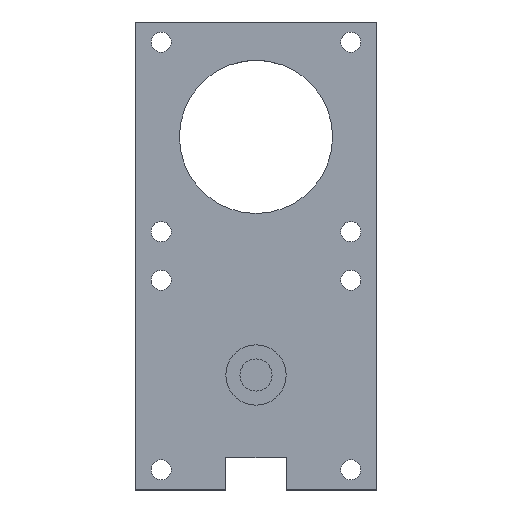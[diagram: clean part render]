
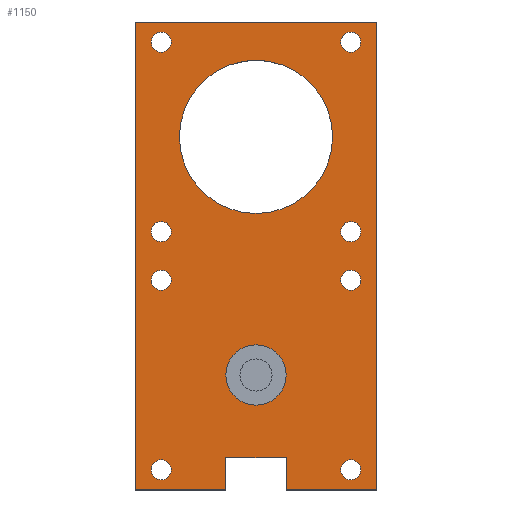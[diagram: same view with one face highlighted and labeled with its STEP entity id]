
A CAD part, top view. The second image highlights one B-rep face of the part: STEP entity #1150.
In plain terms, the highlighted planar face has unit normal (0, 0, 1).
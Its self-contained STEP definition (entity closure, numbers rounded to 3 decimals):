
#61=CARTESIAN_POINT('Vertex',(37.5,28.273,10.)) ;
#66=CARTESIAN_POINT('Axis2P3D Location',(30.,28.273,10.)) ;
#70=CARTESIAN_POINT('Vertex',(22.5,28.273,10.)) ;
#92=CARTESIAN_POINT('Axis2P3D Location',(30.,28.273,10.)) ;
#208=CARTESIAN_POINT('Vertex',(3.93,51.843,10.)) ;
#211=CARTESIAN_POINT('Axis2P3D Location',(6.43,51.843,10.)) ;
#215=CARTESIAN_POINT('Vertex',(8.93,51.843,10.)) ;
#235=CARTESIAN_POINT('Axis2P3D Location',(6.43,51.843,10.)) ;
#265=CARTESIAN_POINT('Vertex',(8.93,4.703,10.)) ;
#268=CARTESIAN_POINT('Axis2P3D Location',(6.43,4.703,10.)) ;
#272=CARTESIAN_POINT('Vertex',(3.93,4.703,10.)) ;
#292=CARTESIAN_POINT('Axis2P3D Location',(6.43,4.703,10.)) ;
#322=CARTESIAN_POINT('Vertex',(51.07,51.843,10.)) ;
#325=CARTESIAN_POINT('Axis2P3D Location',(53.57,51.843,10.)) ;
#329=CARTESIAN_POINT('Vertex',(56.07,51.843,10.)) ;
#349=CARTESIAN_POINT('Axis2P3D Location',(53.57,51.843,10.)) ;
#379=CARTESIAN_POINT('Vertex',(56.07,4.703,10.)) ;
#382=CARTESIAN_POINT('Axis2P3D Location',(53.57,4.703,10.)) ;
#386=CARTESIAN_POINT('Vertex',(51.07,4.703,10.)) ;
#406=CARTESIAN_POINT('Axis2P3D Location',(53.57,4.703,10.)) ;
#443=CARTESIAN_POINT('Vertex',(0.,-0.297,10.)) ;
#446=CARTESIAN_POINT('Line Origine',(0.,57.887,10.)) ;
#450=CARTESIAN_POINT('Vertex',(0.,116.07,10.)) ;
#483=CARTESIAN_POINT('Vertex',(60.,116.07,10.)) ;
#488=CARTESIAN_POINT('Line Origine',(60.,57.887,10.)) ;
#492=CARTESIAN_POINT('Vertex',(60.,-0.297,10.)) ;
#548=CARTESIAN_POINT('Vertex',(51.07,63.93,10.)) ;
#551=CARTESIAN_POINT('Axis2P3D Location',(53.57,63.93,10.)) ;
#555=CARTESIAN_POINT('Vertex',(56.07,63.93,10.)) ;
#575=CARTESIAN_POINT('Axis2P3D Location',(53.57,63.93,10.)) ;
#605=CARTESIAN_POINT('Vertex',(51.07,111.07,10.)) ;
#608=CARTESIAN_POINT('Axis2P3D Location',(53.57,111.07,10.)) ;
#612=CARTESIAN_POINT('Vertex',(56.07,111.07,10.)) ;
#632=CARTESIAN_POINT('Axis2P3D Location',(53.57,111.07,10.)) ;
#662=CARTESIAN_POINT('Vertex',(3.93,111.07,10.)) ;
#665=CARTESIAN_POINT('Axis2P3D Location',(6.43,111.07,10.)) ;
#669=CARTESIAN_POINT('Vertex',(8.93,111.07,10.)) ;
#689=CARTESIAN_POINT('Axis2P3D Location',(6.43,111.07,10.)) ;
#719=CARTESIAN_POINT('Vertex',(10.95,87.5,10.)) ;
#722=CARTESIAN_POINT('Axis2P3D Location',(30.,87.5,10.)) ;
#726=CARTESIAN_POINT('Vertex',(49.05,87.5,10.)) ;
#759=CARTESIAN_POINT('Vertex',(8.93,63.93,10.)) ;
#762=CARTESIAN_POINT('Axis2P3D Location',(6.43,63.93,10.)) ;
#766=CARTESIAN_POINT('Vertex',(3.93,63.93,10.)) ;
#786=CARTESIAN_POINT('Axis2P3D Location',(6.43,63.93,10.)) ;
#867=CARTESIAN_POINT('Line Origine',(30.,116.07,10.)) ;
#897=CARTESIAN_POINT('Axis2P3D Location',(30.,87.5,10.)) ;
#1038=CARTESIAN_POINT('Line Origine',(11.25,-0.297,10.)) ;
#1042=CARTESIAN_POINT('Vertex',(22.5,-0.297,10.)) ;
#1057=CARTESIAN_POINT('Line Origine',(48.75,-0.297,10.)) ;
#1061=CARTESIAN_POINT('Vertex',(37.5,-0.297,10.)) ;
#1076=CARTESIAN_POINT('Axis2P3D Location',(0.,0.,10.)) ;
#1081=CARTESIAN_POINT('Line Origine',(22.5,3.703,10.)) ;
#1085=CARTESIAN_POINT('Vertex',(22.5,7.703,10.)) ;
#1088=CARTESIAN_POINT('Line Origine',(30.,7.703,10.)) ;
#1092=CARTESIAN_POINT('Vertex',(37.5,7.703,10.)) ;
#1095=CARTESIAN_POINT('Line Origine',(37.5,3.703,10.)) ;
#67=DIRECTION('Axis2P3D Direction',(0.,0.,1.)) ;
#93=DIRECTION('Axis2P3D Direction',(0.,0.,1.)) ;
#212=DIRECTION('Axis2P3D Direction',(0.,0.,-1.)) ;
#236=DIRECTION('Axis2P3D Direction',(0.,0.,-1.)) ;
#269=DIRECTION('Axis2P3D Direction',(0.,0.,-1.)) ;
#293=DIRECTION('Axis2P3D Direction',(0.,0.,-1.)) ;
#326=DIRECTION('Axis2P3D Direction',(0.,0.,-1.)) ;
#350=DIRECTION('Axis2P3D Direction',(0.,0.,-1.)) ;
#383=DIRECTION('Axis2P3D Direction',(0.,0.,-1.)) ;
#407=DIRECTION('Axis2P3D Direction',(0.,0.,-1.)) ;
#447=DIRECTION('Vector Direction',(0.,-1.,0.)) ;
#489=DIRECTION('Vector Direction',(0.,1.,0.)) ;
#552=DIRECTION('Axis2P3D Direction',(0.,0.,-1.)) ;
#576=DIRECTION('Axis2P3D Direction',(0.,0.,-1.)) ;
#609=DIRECTION('Axis2P3D Direction',(0.,0.,-1.)) ;
#633=DIRECTION('Axis2P3D Direction',(0.,0.,-1.)) ;
#666=DIRECTION('Axis2P3D Direction',(0.,0.,-1.)) ;
#690=DIRECTION('Axis2P3D Direction',(0.,0.,-1.)) ;
#723=DIRECTION('Axis2P3D Direction',(0.,0.,-1.)) ;
#763=DIRECTION('Axis2P3D Direction',(0.,0.,-1.)) ;
#787=DIRECTION('Axis2P3D Direction',(0.,0.,-1.)) ;
#868=DIRECTION('Vector Direction',(-1.,0.,0.)) ;
#898=DIRECTION('Axis2P3D Direction',(0.,0.,-1.)) ;
#1039=DIRECTION('Vector Direction',(-1.,0.,0.)) ;
#1058=DIRECTION('Vector Direction',(-1.,0.,0.)) ;
#1077=DIRECTION('Axis2P3D Direction',(0.,0.,1.)) ;
#1078=DIRECTION('Axis2P3D XDirection',(1.,0.,0.)) ;
#1082=DIRECTION('Vector Direction',(0.,-1.,0.)) ;
#1089=DIRECTION('Vector Direction',(-1.,0.,0.)) ;
#1096=DIRECTION('Vector Direction',(0.,1.,0.)) ;
#68=AXIS2_PLACEMENT_3D('Circle Axis2P3D',#66,#67,$) ;
#94=AXIS2_PLACEMENT_3D('Circle Axis2P3D',#92,#93,$) ;
#213=AXIS2_PLACEMENT_3D('Circle Axis2P3D',#211,#212,$) ;
#237=AXIS2_PLACEMENT_3D('Circle Axis2P3D',#235,#236,$) ;
#270=AXIS2_PLACEMENT_3D('Circle Axis2P3D',#268,#269,$) ;
#294=AXIS2_PLACEMENT_3D('Circle Axis2P3D',#292,#293,$) ;
#327=AXIS2_PLACEMENT_3D('Circle Axis2P3D',#325,#326,$) ;
#351=AXIS2_PLACEMENT_3D('Circle Axis2P3D',#349,#350,$) ;
#384=AXIS2_PLACEMENT_3D('Circle Axis2P3D',#382,#383,$) ;
#408=AXIS2_PLACEMENT_3D('Circle Axis2P3D',#406,#407,$) ;
#553=AXIS2_PLACEMENT_3D('Circle Axis2P3D',#551,#552,$) ;
#577=AXIS2_PLACEMENT_3D('Circle Axis2P3D',#575,#576,$) ;
#610=AXIS2_PLACEMENT_3D('Circle Axis2P3D',#608,#609,$) ;
#634=AXIS2_PLACEMENT_3D('Circle Axis2P3D',#632,#633,$) ;
#667=AXIS2_PLACEMENT_3D('Circle Axis2P3D',#665,#666,$) ;
#691=AXIS2_PLACEMENT_3D('Circle Axis2P3D',#689,#690,$) ;
#724=AXIS2_PLACEMENT_3D('Circle Axis2P3D',#722,#723,$) ;
#764=AXIS2_PLACEMENT_3D('Circle Axis2P3D',#762,#763,$) ;
#788=AXIS2_PLACEMENT_3D('Circle Axis2P3D',#786,#787,$) ;
#899=AXIS2_PLACEMENT_3D('Circle Axis2P3D',#897,#898,$) ;
#1079=AXIS2_PLACEMENT_3D('Plane Axis2P3D',#1076,#1077,#1078) ;
#1101=ORIENTED_EDGE('',*,*,#1063,.T.) ;
#1102=ORIENTED_EDGE('',*,*,#494,.T.) ;
#1103=ORIENTED_EDGE('',*,*,#871,.T.) ;
#1104=ORIENTED_EDGE('',*,*,#452,.T.) ;
#1105=ORIENTED_EDGE('',*,*,#1044,.T.) ;
#1106=ORIENTED_EDGE('',*,*,#1087,.F.) ;
#1107=ORIENTED_EDGE('',*,*,#1094,.F.) ;
#1108=ORIENTED_EDGE('',*,*,#1099,.F.) ;
#1111=ORIENTED_EDGE('',*,*,#353,.F.) ;
#1112=ORIENTED_EDGE('',*,*,#331,.F.) ;
#1115=ORIENTED_EDGE('',*,*,#790,.F.) ;
#1116=ORIENTED_EDGE('',*,*,#768,.F.) ;
#1119=ORIENTED_EDGE('',*,*,#728,.F.) ;
#1120=ORIENTED_EDGE('',*,*,#901,.F.) ;
#1123=ORIENTED_EDGE('',*,*,#693,.F.) ;
#1124=ORIENTED_EDGE('',*,*,#671,.F.) ;
#1127=ORIENTED_EDGE('',*,*,#636,.F.) ;
#1128=ORIENTED_EDGE('',*,*,#614,.F.) ;
#1131=ORIENTED_EDGE('',*,*,#579,.F.) ;
#1132=ORIENTED_EDGE('',*,*,#557,.F.) ;
#1135=ORIENTED_EDGE('',*,*,#96,.F.) ;
#1136=ORIENTED_EDGE('',*,*,#72,.F.) ;
#1139=ORIENTED_EDGE('',*,*,#217,.F.) ;
#1140=ORIENTED_EDGE('',*,*,#239,.F.) ;
#1143=ORIENTED_EDGE('',*,*,#296,.F.) ;
#1144=ORIENTED_EDGE('',*,*,#274,.F.) ;
#1147=ORIENTED_EDGE('',*,*,#410,.F.) ;
#1148=ORIENTED_EDGE('',*,*,#388,.F.) ;
#1113=FACE_BOUND('',#1110,.T.) ;
#1117=FACE_BOUND('',#1114,.T.) ;
#1121=FACE_BOUND('',#1118,.T.) ;
#1125=FACE_BOUND('',#1122,.T.) ;
#1129=FACE_BOUND('',#1126,.T.) ;
#1133=FACE_BOUND('',#1130,.T.) ;
#1137=FACE_BOUND('',#1134,.T.) ;
#1141=FACE_BOUND('',#1138,.T.) ;
#1145=FACE_BOUND('',#1142,.T.) ;
#1149=FACE_BOUND('',#1146,.T.) ;
#448=VECTOR('Line Direction',#447,1.) ;
#490=VECTOR('Line Direction',#489,1.) ;
#869=VECTOR('Line Direction',#868,1.) ;
#1040=VECTOR('Line Direction',#1039,1.) ;
#1059=VECTOR('Line Direction',#1058,1.) ;
#1083=VECTOR('Line Direction',#1082,1.) ;
#1090=VECTOR('Line Direction',#1089,1.) ;
#1097=VECTOR('Line Direction',#1096,1.) ;
#1150=ADVANCED_FACE('Corps principal',(#1109,#1113,#1117,#1121,#1125,#1129,#1133,#1137,#1141,#1145,#1149),#1080,.T.) ;
#69=CIRCLE('generated circle',#68,7.5) ;
#95=CIRCLE('generated circle',#94,7.5) ;
#214=CIRCLE('generated circle',#213,2.5) ;
#238=CIRCLE('generated circle',#237,2.5) ;
#271=CIRCLE('generated circle',#270,2.5) ;
#295=CIRCLE('generated circle',#294,2.5) ;
#328=CIRCLE('generated circle',#327,2.5) ;
#352=CIRCLE('generated circle',#351,2.5) ;
#385=CIRCLE('generated circle',#384,2.5) ;
#409=CIRCLE('generated circle',#408,2.5) ;
#554=CIRCLE('generated circle',#553,2.5) ;
#578=CIRCLE('generated circle',#577,2.5) ;
#611=CIRCLE('generated circle',#610,2.5) ;
#635=CIRCLE('generated circle',#634,2.5) ;
#668=CIRCLE('generated circle',#667,2.5) ;
#692=CIRCLE('generated circle',#691,2.5) ;
#725=CIRCLE('generated circle',#724,19.05) ;
#765=CIRCLE('generated circle',#764,2.5) ;
#789=CIRCLE('generated circle',#788,2.5) ;
#900=CIRCLE('generated circle',#899,19.05) ;
#72=EDGE_CURVE('',#62,#71,#69,.T.) ;
#96=EDGE_CURVE('',#71,#62,#95,.T.) ;
#217=EDGE_CURVE('',#209,#216,#214,.F.) ;
#239=EDGE_CURVE('',#216,#209,#238,.F.) ;
#274=EDGE_CURVE('',#266,#273,#271,.F.) ;
#296=EDGE_CURVE('',#273,#266,#295,.F.) ;
#331=EDGE_CURVE('',#323,#330,#328,.F.) ;
#353=EDGE_CURVE('',#330,#323,#352,.F.) ;
#388=EDGE_CURVE('',#380,#387,#385,.F.) ;
#410=EDGE_CURVE('',#387,#380,#409,.F.) ;
#452=EDGE_CURVE('',#451,#444,#449,.T.) ;
#494=EDGE_CURVE('',#493,#484,#491,.T.) ;
#557=EDGE_CURVE('',#549,#556,#554,.F.) ;
#579=EDGE_CURVE('',#556,#549,#578,.F.) ;
#614=EDGE_CURVE('',#606,#613,#611,.F.) ;
#636=EDGE_CURVE('',#613,#606,#635,.F.) ;
#671=EDGE_CURVE('',#663,#670,#668,.F.) ;
#693=EDGE_CURVE('',#670,#663,#692,.F.) ;
#728=EDGE_CURVE('',#720,#727,#725,.F.) ;
#768=EDGE_CURVE('',#760,#767,#765,.F.) ;
#790=EDGE_CURVE('',#767,#760,#789,.F.) ;
#871=EDGE_CURVE('',#484,#451,#870,.T.) ;
#901=EDGE_CURVE('',#727,#720,#900,.F.) ;
#1044=EDGE_CURVE('',#444,#1043,#1041,.F.) ;
#1063=EDGE_CURVE('',#1062,#493,#1060,.F.) ;
#1087=EDGE_CURVE('',#1086,#1043,#1084,.T.) ;
#1094=EDGE_CURVE('',#1093,#1086,#1091,.T.) ;
#1099=EDGE_CURVE('',#1062,#1093,#1098,.T.) ;
#1100=EDGE_LOOP('',(#1101,#1102,#1103,#1104,#1105,#1106,#1107,#1108)) ;
#1110=EDGE_LOOP('',(#1111,#1112)) ;
#1114=EDGE_LOOP('',(#1115,#1116)) ;
#1118=EDGE_LOOP('',(#1119,#1120)) ;
#1122=EDGE_LOOP('',(#1123,#1124)) ;
#1126=EDGE_LOOP('',(#1127,#1128)) ;
#1130=EDGE_LOOP('',(#1131,#1132)) ;
#1134=EDGE_LOOP('',(#1135,#1136)) ;
#1138=EDGE_LOOP('',(#1139,#1140)) ;
#1142=EDGE_LOOP('',(#1143,#1144)) ;
#1146=EDGE_LOOP('',(#1147,#1148)) ;
#1109=FACE_OUTER_BOUND('',#1100,.T.) ;
#449=LINE('Line',#446,#448) ;
#491=LINE('Line',#488,#490) ;
#870=LINE('Line',#867,#869) ;
#1041=LINE('Line',#1038,#1040) ;
#1060=LINE('Line',#1057,#1059) ;
#1084=LINE('Line',#1081,#1083) ;
#1091=LINE('Line',#1088,#1090) ;
#1098=LINE('Line',#1095,#1097) ;
#1080=PLANE('Plane',#1079) ;
#62=VERTEX_POINT('',#61) ;
#71=VERTEX_POINT('',#70) ;
#209=VERTEX_POINT('',#208) ;
#216=VERTEX_POINT('',#215) ;
#266=VERTEX_POINT('',#265) ;
#273=VERTEX_POINT('',#272) ;
#323=VERTEX_POINT('',#322) ;
#330=VERTEX_POINT('',#329) ;
#380=VERTEX_POINT('',#379) ;
#387=VERTEX_POINT('',#386) ;
#444=VERTEX_POINT('',#443) ;
#451=VERTEX_POINT('',#450) ;
#484=VERTEX_POINT('',#483) ;
#493=VERTEX_POINT('',#492) ;
#549=VERTEX_POINT('',#548) ;
#556=VERTEX_POINT('',#555) ;
#606=VERTEX_POINT('',#605) ;
#613=VERTEX_POINT('',#612) ;
#663=VERTEX_POINT('',#662) ;
#670=VERTEX_POINT('',#669) ;
#720=VERTEX_POINT('',#719) ;
#727=VERTEX_POINT('',#726) ;
#760=VERTEX_POINT('',#759) ;
#767=VERTEX_POINT('',#766) ;
#1043=VERTEX_POINT('',#1042) ;
#1062=VERTEX_POINT('',#1061) ;
#1086=VERTEX_POINT('',#1085) ;
#1093=VERTEX_POINT('',#1092) ;
